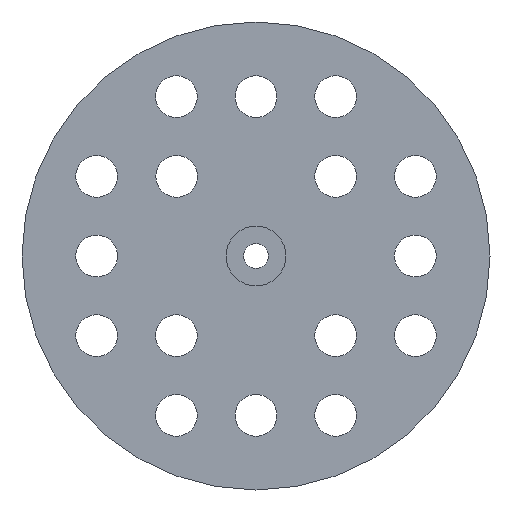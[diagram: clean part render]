
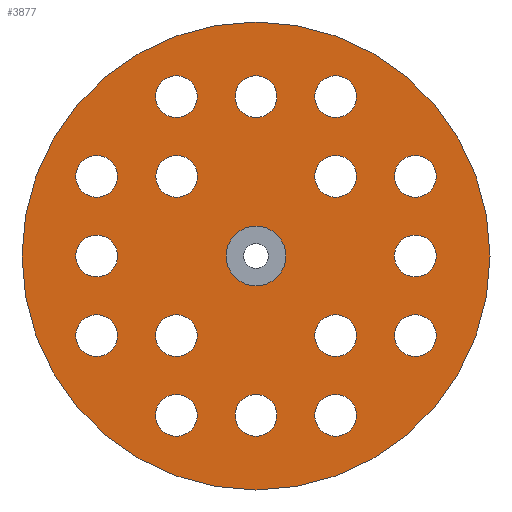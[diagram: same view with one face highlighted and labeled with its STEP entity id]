
A CAD part, front view. The second image highlights one B-rep face of the part: STEP entity #3877.
In plain terms, the highlighted planar face has unit normal (0, -1, 0).
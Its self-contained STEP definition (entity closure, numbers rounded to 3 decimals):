
#58=FACE_BOUND('',#669,.T.);
#59=FACE_BOUND('',#670,.T.);
#60=FACE_BOUND('',#671,.T.);
#61=FACE_BOUND('',#672,.T.);
#62=FACE_BOUND('',#673,.T.);
#63=FACE_BOUND('',#674,.T.);
#64=FACE_BOUND('',#675,.T.);
#65=FACE_BOUND('',#676,.T.);
#66=FACE_BOUND('',#677,.T.);
#67=FACE_BOUND('',#678,.T.);
#68=FACE_BOUND('',#679,.T.);
#69=FACE_BOUND('',#680,.T.);
#70=FACE_BOUND('',#681,.T.);
#71=FACE_BOUND('',#682,.T.);
#72=FACE_BOUND('',#683,.T.);
#73=FACE_BOUND('',#684,.T.);
#74=FACE_BOUND('',#685,.T.);
#195=PLANE('',#4294);
#420=FACE_OUTER_BOUND('',#668,.T.);
#668=EDGE_LOOP('',(#3518));
#669=EDGE_LOOP('',(#3519));
#670=EDGE_LOOP('',(#3520));
#671=EDGE_LOOP('',(#3521));
#672=EDGE_LOOP('',(#3522));
#673=EDGE_LOOP('',(#3523));
#674=EDGE_LOOP('',(#3524));
#675=EDGE_LOOP('',(#3525));
#676=EDGE_LOOP('',(#3526));
#677=EDGE_LOOP('',(#3527));
#678=EDGE_LOOP('',(#3528));
#679=EDGE_LOOP('',(#3529));
#680=EDGE_LOOP('',(#3530));
#681=EDGE_LOOP('',(#3531));
#682=EDGE_LOOP('',(#3532));
#683=EDGE_LOOP('',(#3533));
#684=EDGE_LOOP('',(#3534));
#685=EDGE_LOOP('',(#3535));
#833=CIRCLE('',#4163,3.);
#860=CIRCLE('',#4244,2.1);
#862=CIRCLE('',#4247,2.1);
#864=CIRCLE('',#4250,2.1);
#866=CIRCLE('',#4253,2.1);
#868=CIRCLE('',#4256,2.1);
#870=CIRCLE('',#4259,2.1);
#872=CIRCLE('',#4262,2.1);
#874=CIRCLE('',#4265,2.1);
#876=CIRCLE('',#4268,2.1);
#878=CIRCLE('',#4271,2.1);
#880=CIRCLE('',#4274,2.1);
#882=CIRCLE('',#4277,2.1);
#884=CIRCLE('',#4280,2.1);
#886=CIRCLE('',#4283,2.1);
#888=CIRCLE('',#4286,2.1);
#890=CIRCLE('',#4289,2.1);
#892=CIRCLE('',#4292,23.5);
#1849=VERTEX_POINT('',#6292);
#1900=VERTEX_POINT('',#6498);
#1902=VERTEX_POINT('',#6503);
#1904=VERTEX_POINT('',#6508);
#1906=VERTEX_POINT('',#6513);
#1908=VERTEX_POINT('',#6518);
#1910=VERTEX_POINT('',#6523);
#1912=VERTEX_POINT('',#6528);
#1914=VERTEX_POINT('',#6533);
#1916=VERTEX_POINT('',#6538);
#1918=VERTEX_POINT('',#6543);
#1920=VERTEX_POINT('',#6548);
#1922=VERTEX_POINT('',#6553);
#1924=VERTEX_POINT('',#6558);
#1926=VERTEX_POINT('',#6563);
#1928=VERTEX_POINT('',#6568);
#1930=VERTEX_POINT('',#6573);
#1932=VERTEX_POINT('',#6578);
#2339=EDGE_CURVE('',#1849,#1849,#833,.T.);
#2440=EDGE_CURVE('',#1900,#1900,#860,.T.);
#2442=EDGE_CURVE('',#1902,#1902,#862,.T.);
#2444=EDGE_CURVE('',#1904,#1904,#864,.T.);
#2446=EDGE_CURVE('',#1906,#1906,#866,.T.);
#2448=EDGE_CURVE('',#1908,#1908,#868,.T.);
#2450=EDGE_CURVE('',#1910,#1910,#870,.T.);
#2452=EDGE_CURVE('',#1912,#1912,#872,.T.);
#2454=EDGE_CURVE('',#1914,#1914,#874,.T.);
#2456=EDGE_CURVE('',#1916,#1916,#876,.T.);
#2458=EDGE_CURVE('',#1918,#1918,#878,.T.);
#2460=EDGE_CURVE('',#1920,#1920,#880,.T.);
#2462=EDGE_CURVE('',#1922,#1922,#882,.T.);
#2464=EDGE_CURVE('',#1924,#1924,#884,.T.);
#2466=EDGE_CURVE('',#1926,#1926,#886,.T.);
#2468=EDGE_CURVE('',#1928,#1928,#888,.T.);
#2470=EDGE_CURVE('',#1930,#1930,#890,.T.);
#2472=EDGE_CURVE('',#1932,#1932,#892,.T.);
#3518=ORIENTED_EDGE('',*,*,#2472,.T.);
#3519=ORIENTED_EDGE('',*,*,#2339,.T.);
#3520=ORIENTED_EDGE('',*,*,#2440,.T.);
#3521=ORIENTED_EDGE('',*,*,#2442,.T.);
#3522=ORIENTED_EDGE('',*,*,#2444,.T.);
#3523=ORIENTED_EDGE('',*,*,#2446,.T.);
#3524=ORIENTED_EDGE('',*,*,#2448,.T.);
#3525=ORIENTED_EDGE('',*,*,#2450,.T.);
#3526=ORIENTED_EDGE('',*,*,#2452,.T.);
#3527=ORIENTED_EDGE('',*,*,#2454,.T.);
#3528=ORIENTED_EDGE('',*,*,#2456,.T.);
#3529=ORIENTED_EDGE('',*,*,#2458,.T.);
#3530=ORIENTED_EDGE('',*,*,#2460,.T.);
#3531=ORIENTED_EDGE('',*,*,#2462,.T.);
#3532=ORIENTED_EDGE('',*,*,#2464,.T.);
#3533=ORIENTED_EDGE('',*,*,#2466,.T.);
#3534=ORIENTED_EDGE('',*,*,#2468,.T.);
#3535=ORIENTED_EDGE('',*,*,#2470,.T.);
#3877=ADVANCED_FACE('',(#420,#58,#59,#60,#61,#62,#63,#64,#65,#66,#67,#68,
#69,#70,#71,#72,#73,#74),#195,.F.);
#4163=AXIS2_PLACEMENT_3D('',#6293,#5138,#5139);
#4244=AXIS2_PLACEMENT_3D('',#6499,#5374,#5375);
#4247=AXIS2_PLACEMENT_3D('',#6504,#5380,#5381);
#4250=AXIS2_PLACEMENT_3D('',#6509,#5386,#5387);
#4253=AXIS2_PLACEMENT_3D('',#6514,#5392,#5393);
#4256=AXIS2_PLACEMENT_3D('',#6519,#5398,#5399);
#4259=AXIS2_PLACEMENT_3D('',#6524,#5404,#5405);
#4262=AXIS2_PLACEMENT_3D('',#6529,#5410,#5411);
#4265=AXIS2_PLACEMENT_3D('',#6534,#5416,#5417);
#4268=AXIS2_PLACEMENT_3D('',#6539,#5422,#5423);
#4271=AXIS2_PLACEMENT_3D('',#6544,#5428,#5429);
#4274=AXIS2_PLACEMENT_3D('',#6549,#5434,#5435);
#4277=AXIS2_PLACEMENT_3D('',#6554,#5440,#5441);
#4280=AXIS2_PLACEMENT_3D('',#6559,#5446,#5447);
#4283=AXIS2_PLACEMENT_3D('',#6564,#5452,#5453);
#4286=AXIS2_PLACEMENT_3D('',#6569,#5458,#5459);
#4289=AXIS2_PLACEMENT_3D('',#6574,#5464,#5465);
#4292=AXIS2_PLACEMENT_3D('',#6579,#5470,#5471);
#4294=AXIS2_PLACEMENT_3D('',#6582,#5474,#5475);
#5138=DIRECTION('center_axis',(0.,1.,0.));
#5139=DIRECTION('ref_axis',(-1.,0.,0.));
#5374=DIRECTION('center_axis',(0.,1.,0.));
#5375=DIRECTION('ref_axis',(1.,0.,0.));
#5380=DIRECTION('center_axis',(0.,1.,0.));
#5381=DIRECTION('ref_axis',(1.,0.,0.));
#5386=DIRECTION('center_axis',(0.,1.,0.));
#5387=DIRECTION('ref_axis',(1.,0.,0.));
#5392=DIRECTION('center_axis',(0.,1.,0.));
#5393=DIRECTION('ref_axis',(1.,0.,0.));
#5398=DIRECTION('center_axis',(0.,1.,0.));
#5399=DIRECTION('ref_axis',(1.,0.,0.));
#5404=DIRECTION('center_axis',(0.,1.,0.));
#5405=DIRECTION('ref_axis',(1.,0.,0.));
#5410=DIRECTION('center_axis',(0.,1.,0.));
#5411=DIRECTION('ref_axis',(1.,0.,0.));
#5416=DIRECTION('center_axis',(0.,1.,0.));
#5417=DIRECTION('ref_axis',(1.,0.,0.));
#5422=DIRECTION('center_axis',(0.,1.,0.));
#5423=DIRECTION('ref_axis',(1.,0.,0.));
#5428=DIRECTION('center_axis',(0.,1.,0.));
#5429=DIRECTION('ref_axis',(1.,0.,0.));
#5434=DIRECTION('center_axis',(0.,1.,0.));
#5435=DIRECTION('ref_axis',(1.,0.,0.));
#5440=DIRECTION('center_axis',(0.,1.,0.));
#5441=DIRECTION('ref_axis',(1.,0.,0.));
#5446=DIRECTION('center_axis',(0.,1.,0.));
#5447=DIRECTION('ref_axis',(1.,0.,0.));
#5452=DIRECTION('center_axis',(0.,1.,0.));
#5453=DIRECTION('ref_axis',(1.,0.,0.));
#5458=DIRECTION('center_axis',(0.,1.,0.));
#5459=DIRECTION('ref_axis',(1.,0.,0.));
#5464=DIRECTION('center_axis',(0.,1.,0.));
#5465=DIRECTION('ref_axis',(1.,0.,0.));
#5470=DIRECTION('center_axis',(0.,-1.,0.));
#5471=DIRECTION('ref_axis',(1.,0.,0.));
#5474=DIRECTION('center_axis',(0.,1.,0.));
#5475=DIRECTION('ref_axis',(0.,0.,1.));
#6292=CARTESIAN_POINT('',(3.,-3.2,0.));
#6293=CARTESIAN_POINT('Origin',(0.,-3.2,0.));
#6498=CARTESIAN_POINT('',(13.9,-3.2,8.));
#6499=CARTESIAN_POINT('Origin',(16.,-3.2,8.));
#6503=CARTESIAN_POINT('',(13.9,-3.2,0.));
#6504=CARTESIAN_POINT('Origin',(16.,-3.2,0.));
#6508=CARTESIAN_POINT('',(13.9,-3.2,-8.));
#6509=CARTESIAN_POINT('Origin',(16.,-3.2,-8.));
#6513=CARTESIAN_POINT('',(-10.062,-3.2,8.));
#6514=CARTESIAN_POINT('Origin',(-7.962,-3.2,8.));
#6518=CARTESIAN_POINT('',(5.9,-3.2,-16.));
#6519=CARTESIAN_POINT('Origin',(8.,-3.2,-16.));
#6523=CARTESIAN_POINT('',(-2.1,-3.2,-16.));
#6524=CARTESIAN_POINT('Origin',(0.,-3.2,-16.));
#6528=CARTESIAN_POINT('',(5.9,-3.2,-8.));
#6529=CARTESIAN_POINT('Origin',(8.,-3.2,-8.));
#6533=CARTESIAN_POINT('',(-10.1,-3.2,-16.));
#6534=CARTESIAN_POINT('Origin',(-8.,-3.2,-16.));
#6538=CARTESIAN_POINT('',(-18.1,-3.2,-8.));
#6539=CARTESIAN_POINT('Origin',(-16.,-3.2,-8.));
#6543=CARTESIAN_POINT('',(5.9,-3.2,16.));
#6544=CARTESIAN_POINT('Origin',(8.,-3.2,16.));
#6548=CARTESIAN_POINT('',(-10.1,-3.2,-8.));
#6549=CARTESIAN_POINT('Origin',(-8.,-3.2,-8.));
#6553=CARTESIAN_POINT('',(5.9,-3.2,8.));
#6554=CARTESIAN_POINT('Origin',(8.,-3.2,8.));
#6558=CARTESIAN_POINT('',(-18.1,-3.2,0.));
#6559=CARTESIAN_POINT('Origin',(-16.,-3.2,0.));
#6563=CARTESIAN_POINT('',(-2.1,-3.2,16.));
#6564=CARTESIAN_POINT('Origin',(0.,-3.2,16.));
#6568=CARTESIAN_POINT('',(-18.1,-3.2,8.));
#6569=CARTESIAN_POINT('Origin',(-16.,-3.2,8.));
#6573=CARTESIAN_POINT('',(-10.1,-3.2,16.));
#6574=CARTESIAN_POINT('Origin',(-8.,-3.2,16.));
#6578=CARTESIAN_POINT('',(-23.5,-3.2,0.));
#6579=CARTESIAN_POINT('Origin',(0.,-3.2,0.));
#6582=CARTESIAN_POINT('Origin',(0.,-3.2,0.));
